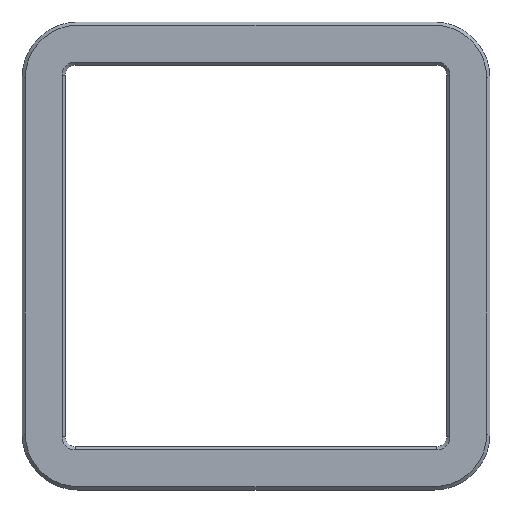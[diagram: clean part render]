
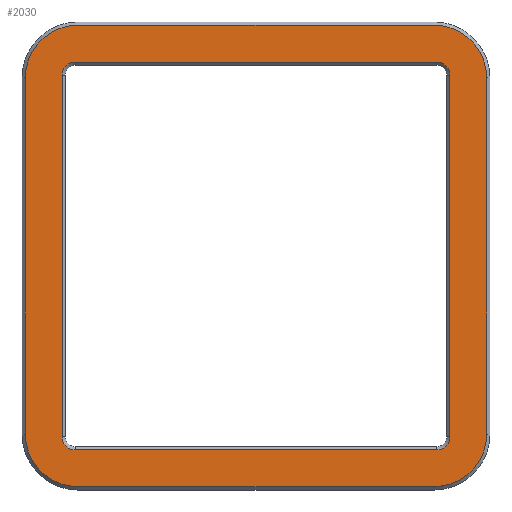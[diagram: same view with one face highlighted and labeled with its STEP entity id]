
A CAD part, top view. The second image highlights one B-rep face of the part: STEP entity #2030.
In plain terms, the highlighted planar face has unit normal (0, 0, 1).
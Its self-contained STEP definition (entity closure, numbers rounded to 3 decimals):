
#24=FACE_BOUND('',#359,.T.);
#93=CIRCLE('',#2194,8.);
#95=CIRCLE('',#2198,8.);
#96=CIRCLE('',#2201,8.);
#97=CIRCLE('',#2204,8.);
#98=CIRCLE('',#2209,2.);
#99=CIRCLE('',#2210,2.);
#100=CIRCLE('',#2211,2.);
#101=CIRCLE('',#2212,2.);
#226=FACE_OUTER_BOUND('',#358,.T.);
#358=EDGE_LOOP('',(#1487,#1488,#1489,#1490,#1491,#1492,#1493,#1494));
#359=EDGE_LOOP('',(#1495,#1496,#1497,#1498,#1499,#1500,#1501,#1502));
#507=LINE('',#3181,#707);
#511=LINE('',#3193,#711);
#515=LINE('',#3204,#715);
#519=LINE('',#3213,#719);
#523=LINE('',#3225,#723);
#524=LINE('',#3229,#724);
#525=LINE('',#3233,#725);
#526=LINE('',#3237,#726);
#707=VECTOR('',#2508,10.);
#711=VECTOR('',#2520,10.);
#715=VECTOR('',#2532,10.);
#719=VECTOR('',#2542,10.);
#723=VECTOR('',#2558,10.);
#724=VECTOR('',#2561,10.);
#725=VECTOR('',#2564,10.);
#726=VECTOR('',#2567,10.);
#924=VERTEX_POINT('',#3178);
#925=VERTEX_POINT('',#3180);
#927=VERTEX_POINT('',#3186);
#929=VERTEX_POINT('',#3191);
#931=VERTEX_POINT('',#3198);
#932=VERTEX_POINT('',#3202);
#933=VERTEX_POINT('',#3207);
#934=VERTEX_POINT('',#3211);
#935=VERTEX_POINT('',#3223);
#936=VERTEX_POINT('',#3224);
#937=VERTEX_POINT('',#3226);
#938=VERTEX_POINT('',#3228);
#939=VERTEX_POINT('',#3230);
#940=VERTEX_POINT('',#3232);
#941=VERTEX_POINT('',#3234);
#942=VERTEX_POINT('',#3236);
#1121=EDGE_CURVE('',#924,#925,#507,.T.);
#1125=EDGE_CURVE('',#927,#924,#93,.T.);
#1127=EDGE_CURVE('',#929,#927,#511,.T.);
#1131=EDGE_CURVE('',#931,#929,#95,.T.);
#1133=EDGE_CURVE('',#932,#931,#515,.T.);
#1136=EDGE_CURVE('',#933,#932,#96,.T.);
#1138=EDGE_CURVE('',#934,#933,#519,.T.);
#1139=EDGE_CURVE('',#925,#934,#97,.T.);
#1143=EDGE_CURVE('',#935,#936,#523,.T.);
#1144=EDGE_CURVE('',#937,#935,#98,.T.);
#1145=EDGE_CURVE('',#938,#937,#524,.T.);
#1146=EDGE_CURVE('',#939,#938,#99,.T.);
#1147=EDGE_CURVE('',#940,#939,#525,.T.);
#1148=EDGE_CURVE('',#941,#940,#100,.T.);
#1149=EDGE_CURVE('',#942,#941,#526,.T.);
#1150=EDGE_CURVE('',#936,#942,#101,.T.);
#1487=ORIENTED_EDGE('',*,*,#1121,.F.);
#1488=ORIENTED_EDGE('',*,*,#1125,.F.);
#1489=ORIENTED_EDGE('',*,*,#1127,.F.);
#1490=ORIENTED_EDGE('',*,*,#1131,.F.);
#1491=ORIENTED_EDGE('',*,*,#1133,.F.);
#1492=ORIENTED_EDGE('',*,*,#1136,.F.);
#1493=ORIENTED_EDGE('',*,*,#1138,.F.);
#1494=ORIENTED_EDGE('',*,*,#1139,.F.);
#1495=ORIENTED_EDGE('',*,*,#1143,.F.);
#1496=ORIENTED_EDGE('',*,*,#1144,.F.);
#1497=ORIENTED_EDGE('',*,*,#1145,.F.);
#1498=ORIENTED_EDGE('',*,*,#1146,.F.);
#1499=ORIENTED_EDGE('',*,*,#1147,.F.);
#1500=ORIENTED_EDGE('',*,*,#1148,.F.);
#1501=ORIENTED_EDGE('',*,*,#1149,.F.);
#1502=ORIENTED_EDGE('',*,*,#1150,.F.);
#1963=PLANE('',#2208);
#2030=ADVANCED_FACE('',(#226,#24),#1963,.T.);
#2194=AXIS2_PLACEMENT_3D('',#3188,#2515,#2516);
#2198=AXIS2_PLACEMENT_3D('',#3200,#2527,#2528);
#2201=AXIS2_PLACEMENT_3D('',#3209,#2537,#2538);
#2204=AXIS2_PLACEMENT_3D('',#3215,#2545,#2546);
#2208=AXIS2_PLACEMENT_3D('',#3222,#2556,#2557);
#2209=AXIS2_PLACEMENT_3D('',#3227,#2559,#2560);
#2210=AXIS2_PLACEMENT_3D('',#3231,#2562,#2563);
#2211=AXIS2_PLACEMENT_3D('',#3235,#2565,#2566);
#2212=AXIS2_PLACEMENT_3D('',#3238,#2568,#2569);
#2508=DIRECTION('',(0.,1.,0.));
#2515=DIRECTION('center_axis',(0.,0.,-1.));
#2516=DIRECTION('ref_axis',(-0.707,-0.707,0.));
#2520=DIRECTION('',(-1.,0.,0.));
#2527=DIRECTION('center_axis',(0.,0.,-1.));
#2528=DIRECTION('ref_axis',(0.707,-0.707,0.));
#2532=DIRECTION('',(0.,-1.,0.));
#2537=DIRECTION('center_axis',(0.,0.,-1.));
#2538=DIRECTION('ref_axis',(0.707,0.707,0.));
#2542=DIRECTION('',(1.,0.,0.));
#2545=DIRECTION('center_axis',(0.,0.,-1.));
#2546=DIRECTION('ref_axis',(-0.707,0.707,0.));
#2556=DIRECTION('center_axis',(0.,0.,1.));
#2557=DIRECTION('ref_axis',(-1.,0.,0.));
#2558=DIRECTION('',(0.,-1.,0.));
#2559=DIRECTION('center_axis',(0.,0.,1.));
#2560=DIRECTION('ref_axis',(0.,1.,0.));
#2561=DIRECTION('',(-1.,0.,0.));
#2562=DIRECTION('center_axis',(0.,0.,1.));
#2563=DIRECTION('ref_axis',(1.,0.,0.));
#2564=DIRECTION('',(0.,1.,0.));
#2565=DIRECTION('center_axis',(0.,0.,1.));
#2566=DIRECTION('ref_axis',(0.,-1.,0.));
#2567=DIRECTION('',(1.,0.,0.));
#2568=DIRECTION('center_axis',(0.,0.,1.));
#2569=DIRECTION('ref_axis',(-1.,0.,0.));
#3178=CARTESIAN_POINT('',(-6.575,-55.725,9.));
#3180=CARTESIAN_POINT('',(-6.575,-1.425,9.));
#3181=CARTESIAN_POINT('',(-6.575,-14.8,9.));
#3186=CARTESIAN_POINT('',(1.425,-63.725,9.));
#3188=CARTESIAN_POINT('Origin',(1.425,-55.725,9.));
#3191=CARTESIAN_POINT('',(55.725,-63.725,9.));
#3193=CARTESIAN_POINT('',(14.8,-63.725,9.));
#3198=CARTESIAN_POINT('',(63.725,-55.725,9.));
#3200=CARTESIAN_POINT('Origin',(55.725,-55.725,9.));
#3202=CARTESIAN_POINT('',(63.725,-1.425,9.));
#3204=CARTESIAN_POINT('',(63.725,-42.35,9.));
#3207=CARTESIAN_POINT('',(55.725,6.575,9.));
#3209=CARTESIAN_POINT('Origin',(55.725,-1.425,9.));
#3211=CARTESIAN_POINT('',(1.425,6.575,9.));
#3213=CARTESIAN_POINT('',(42.35,6.575,9.));
#3215=CARTESIAN_POINT('Origin',(1.425,-1.425,9.));
#3222=CARTESIAN_POINT('Origin',(28.575,-28.575,9.));
#3223=CARTESIAN_POINT('',(-0.975,-1.025,9.));
#3224=CARTESIAN_POINT('',(-0.975,-56.125,9.));
#3225=CARTESIAN_POINT('',(-0.975,-42.35,9.));
#3226=CARTESIAN_POINT('',(1.025,0.975,9.));
#3227=CARTESIAN_POINT('Origin',(1.025,-1.025,9.));
#3228=CARTESIAN_POINT('',(56.125,0.975,9.));
#3229=CARTESIAN_POINT('',(14.8,0.975,9.));
#3230=CARTESIAN_POINT('',(58.125,-1.025,9.));
#3231=CARTESIAN_POINT('Origin',(56.125,-1.025,9.));
#3232=CARTESIAN_POINT('',(58.125,-56.125,9.));
#3233=CARTESIAN_POINT('',(58.125,-14.8,9.));
#3234=CARTESIAN_POINT('',(56.125,-58.125,9.));
#3235=CARTESIAN_POINT('Origin',(56.125,-56.125,9.));
#3236=CARTESIAN_POINT('',(1.025,-58.125,9.));
#3237=CARTESIAN_POINT('',(42.35,-58.125,9.));
#3238=CARTESIAN_POINT('Origin',(1.025,-56.125,9.));
